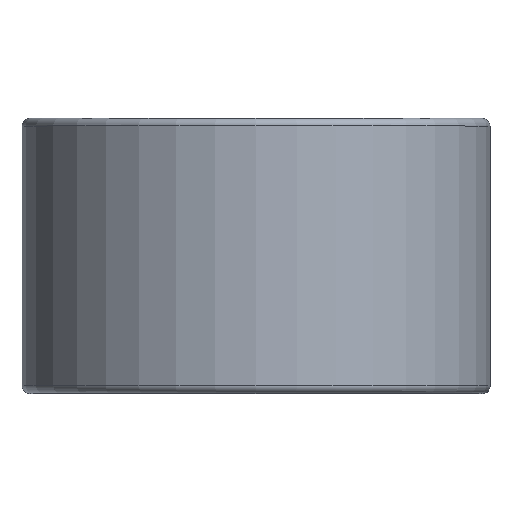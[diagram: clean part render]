
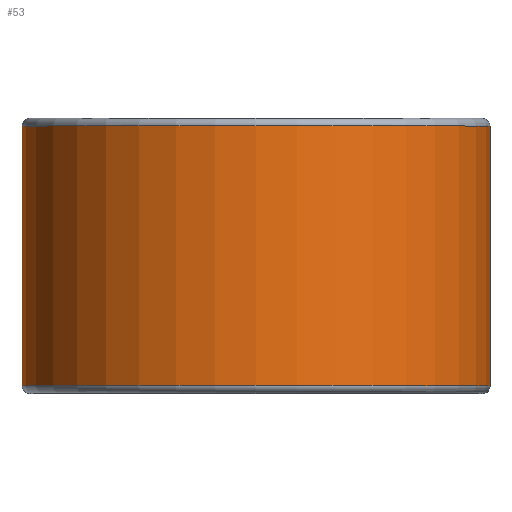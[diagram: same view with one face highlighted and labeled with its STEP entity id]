
A CAD part, top view. The second image highlights one B-rep face of the part: STEP entity #53.
In plain terms, the highlighted cylindrical face has radius 22.949 mm (diameter 45.898 mm), a partial arc.
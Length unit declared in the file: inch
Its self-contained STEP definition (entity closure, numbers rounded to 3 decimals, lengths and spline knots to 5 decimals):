
#9 = LINE ( 'NONE', #811, #1906 ) ;
#16 = VERTEX_POINT ( 'NONE', #478 ) ;
#23 = CARTESIAN_POINT ( 'NONE',  ( 0.9035, -0.50125, 0. ) ) ;
#38 = ORIENTED_EDGE ( 'NONE', *, *, #946, .F. ) ;
#53 = ADVANCED_FACE ( 'NONE', ( #508 ), #2136, .T. ) ;
#58 = DIRECTION ( 'NONE',  ( 0., -1., 0. ) ) ;
#254 = ORIENTED_EDGE ( 'NONE', *, *, #385, .T. ) ;
#385 = EDGE_CURVE ( 'NONE', #1487, #1371, #9, .T. ) ;
#395 = CIRCLE ( 'NONE', #2007, 0.9035 ) ;
#478 = CARTESIAN_POINT ( 'NONE',  ( 0., -0.50125, -0.9035 ) ) ;
#508 = FACE_OUTER_BOUND ( 'NONE', #1048, .T. ) ;
#577 = CARTESIAN_POINT ( 'NONE',  ( 0., 0.50125, -0.9035 ) ) ;
#605 = DIRECTION ( 'NONE',  ( 0., 1., 0. ) ) ;
#788 = AXIS2_PLACEMENT_3D ( 'NONE', #2166, #1909, #1969 ) ;
#811 = CARTESIAN_POINT ( 'NONE',  ( 0.9035, 0.50125, 0. ) ) ;
#940 = CARTESIAN_POINT ( 'NONE',  ( 0.9035, 0.50125, 0. ) ) ;
#942 = DIRECTION ( 'NONE',  ( 0., -1., 0. ) ) ;
#946 = EDGE_CURVE ( 'NONE', #1487, #16, #395, .T. ) ;
#1048 = EDGE_LOOP ( 'NONE', ( #254, #1229, #1213, #38 ) ) ;
#1150 = CARTESIAN_POINT ( 'NONE',  ( 0., -0.50125, 0. ) ) ;
#1213 = ORIENTED_EDGE ( 'NONE', *, *, #2003, .F. ) ;
#1229 = ORIENTED_EDGE ( 'NONE', *, *, #2335, .T. ) ;
#1322 = VECTOR ( 'NONE', #2191, 39.37008 ) ;
#1346 = DIRECTION ( 'NONE',  ( 0., 0., -1. ) ) ;
#1371 = VERTEX_POINT ( 'NONE', #940 ) ;
#1380 = CIRCLE ( 'NONE', #2210, 0.9035 ) ;
#1487 = VERTEX_POINT ( 'NONE', #23 ) ;
#1496 = VERTEX_POINT ( 'NONE', #1682 ) ;
#1682 = CARTESIAN_POINT ( 'NONE',  ( 0., 0.50125, -0.9035 ) ) ;
#1784 = LINE ( 'NONE', #577, #1322 ) ;
#1906 = VECTOR ( 'NONE', #605, 39.37008 ) ;
#1909 = DIRECTION ( 'NONE',  ( 0., -1., 0. ) ) ;
#1969 = DIRECTION ( 'NONE',  ( 0., 0., -1. ) ) ;
#2003 = EDGE_CURVE ( 'NONE', #16, #1496, #1784, .T. ) ;
#2007 = AXIS2_PLACEMENT_3D ( 'NONE', #1150, #58, #1346 ) ;
#2030 = CARTESIAN_POINT ( 'NONE',  ( 0., 0.50125, 0. ) ) ;
#2136 = CYLINDRICAL_SURFACE ( 'NONE', #788, 0.9035 ) ;
#2166 = CARTESIAN_POINT ( 'NONE',  ( 0., 0.5, 0. ) ) ;
#2191 = DIRECTION ( 'NONE',  ( 0., 1., 0. ) ) ;
#2209 = DIRECTION ( 'NONE',  ( 0., 0., -1. ) ) ;
#2210 = AXIS2_PLACEMENT_3D ( 'NONE', #2030, #942, #2209 ) ;
#2335 = EDGE_CURVE ( 'NONE', #1371, #1496, #1380, .T. ) ;
